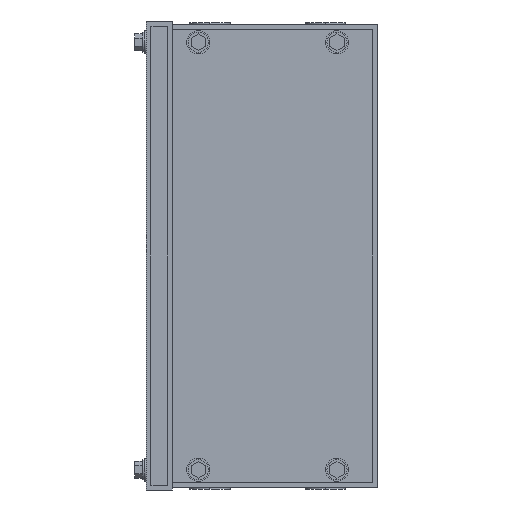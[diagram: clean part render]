
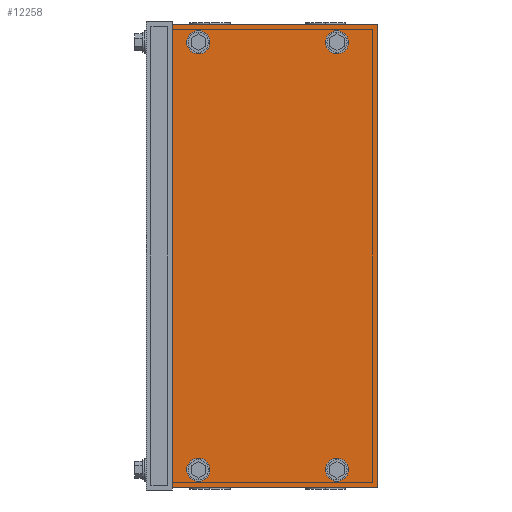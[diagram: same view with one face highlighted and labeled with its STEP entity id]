
A CAD part, left-side view. The second image highlights one B-rep face of the part: STEP entity #12258.
In plain terms, the highlighted planar face has unit normal (-1, 0, 0).
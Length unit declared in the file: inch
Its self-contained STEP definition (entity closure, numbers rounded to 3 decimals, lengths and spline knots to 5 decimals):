
#3196 = LINE ( 'NONE', #24277, #39765 ) ;
#4602 = ORIENTED_EDGE ( 'NONE', *, *, #38605, .F. ) ;
#7273 = ORIENTED_EDGE ( 'NONE', *, *, #33428, .T. ) ;
#8317 = VERTEX_POINT ( 'NONE', #61811 ) ;
#8825 = LINE ( 'NONE', #50323, #64333 ) ;
#12258 = ADVANCED_FACE ( 'NONE', ( #47601 ), #16804, .T. ) ;
#16804 = PLANE ( 'NONE',  #38600 ) ;
#17414 = CARTESIAN_POINT ( 'NONE',  ( -14., 4.4375, 5. ) ) ;
#18288 = EDGE_LOOP ( 'NONE', ( #4602, #21231, #26422, #7273 ) ) ;
#21066 = CARTESIAN_POINT ( 'NONE',  ( -14., 4.4375, -5. ) ) ;
#21231 = ORIENTED_EDGE ( 'NONE', *, *, #66159, .F. ) ;
#23490 = EDGE_CURVE ( 'NONE', #49116, #40528, #8825, .T. ) ;
#24277 = CARTESIAN_POINT ( 'NONE',  ( -14., 4.4375, -5. ) ) ;
#26422 = ORIENTED_EDGE ( 'NONE', *, *, #23490, .T. ) ;
#26533 = LINE ( 'NONE', #53501, #67830 ) ;
#26766 = VERTEX_POINT ( 'NONE', #35527 ) ;
#29225 = DIRECTION ( 'NONE',  ( 0., 0., -1. ) ) ;
#31689 = DIRECTION ( 'NONE',  ( 0., 0., 1. ) ) ;
#33428 = EDGE_CURVE ( 'NONE', #40528, #8317, #3196, .T. ) ;
#35527 = CARTESIAN_POINT ( 'NONE',  ( -14., 0., 5. ) ) ;
#36410 = CARTESIAN_POINT ( 'NONE',  ( -14., 0., -5. ) ) ;
#38600 = AXIS2_PLACEMENT_3D ( 'NONE', #47938, #58638, #31689 ) ;
#38605 = EDGE_CURVE ( 'NONE', #26766, #8317, #46133, .T. ) ;
#39161 = DIRECTION ( 'NONE',  ( 0., -1., 0. ) ) ;
#39765 = VECTOR ( 'NONE', #39161, 39.37008 ) ;
#40528 = VERTEX_POINT ( 'NONE', #21066 ) ;
#46133 = LINE ( 'NONE', #36410, #64536 ) ;
#47601 = FACE_OUTER_BOUND ( 'NONE', #18288, .T. ) ;
#47938 = CARTESIAN_POINT ( 'NONE',  ( -14., 4.4375, -5. ) ) ;
#48319 = DIRECTION ( 'NONE',  ( 0., -1., 0. ) ) ;
#49116 = VERTEX_POINT ( 'NONE', #17414 ) ;
#50323 = CARTESIAN_POINT ( 'NONE',  ( -14., 4.4375, -5. ) ) ;
#53501 = CARTESIAN_POINT ( 'NONE',  ( -14., 4.4375, 5. ) ) ;
#56835 = DIRECTION ( 'NONE',  ( 0., 0., -1. ) ) ;
#58638 = DIRECTION ( 'NONE',  ( -1., 0., 0. ) ) ;
#61811 = CARTESIAN_POINT ( 'NONE',  ( -14., 0., -5. ) ) ;
#64333 = VECTOR ( 'NONE', #29225, 39.37008 ) ;
#64536 = VECTOR ( 'NONE', #56835, 39.37008 ) ;
#66159 = EDGE_CURVE ( 'NONE', #49116, #26766, #26533, .T. ) ;
#67830 = VECTOR ( 'NONE', #48319, 39.37008 ) ;
